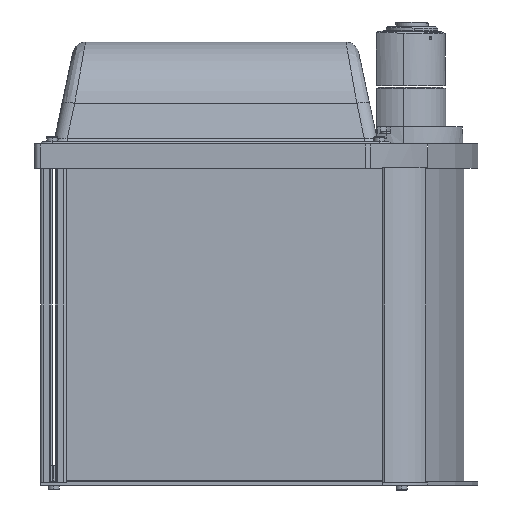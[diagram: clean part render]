
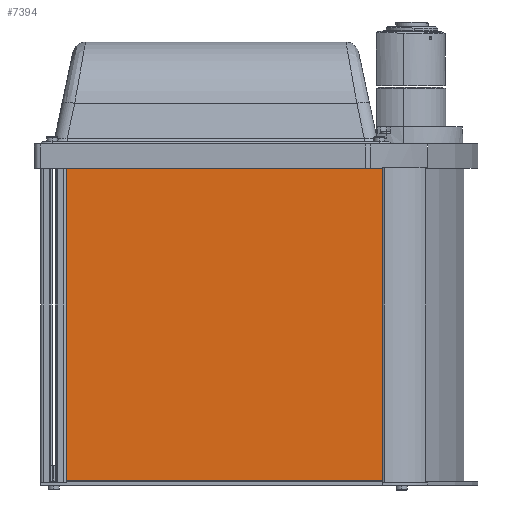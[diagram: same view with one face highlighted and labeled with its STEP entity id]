
A CAD part, left-side view. The second image highlights one B-rep face of the part: STEP entity #7394.
In plain terms, the highlighted planar face has unit normal (-1, 0, 0).
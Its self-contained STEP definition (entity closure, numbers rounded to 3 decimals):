
#356 = VECTOR ( 'NONE', #14658, 1000. ) ;
#438 = ORIENTED_EDGE ( 'NONE', *, *, #19067, .T. ) ;
#1167 = CARTESIAN_POINT ( 'NONE',  ( -156.672, 267.075, 221.449 ) ) ;
#1490 = VERTEX_POINT ( 'NONE', #18562 ) ;
#2705 = DIRECTION ( 'NONE',  ( 0., 0., -1. ) ) ;
#2863 = ORIENTED_EDGE ( 'NONE', *, *, #7790, .F. ) ;
#3767 = LINE ( 'NONE', #8841, #6430 ) ;
#4088 = VECTOR ( 'NONE', #7801, 1000. ) ;
#4396 = DIRECTION ( 'NONE',  ( 0., 0., 1. ) ) ;
#4443 = CARTESIAN_POINT ( 'NONE',  ( -156.672, 267.075, 221.449 ) ) ;
#5212 = CARTESIAN_POINT ( 'NONE',  ( -156.672, 11.575, 221.449 ) ) ;
#5439 = LINE ( 'NONE', #8400, #356 ) ;
#5753 = PLANE ( 'NONE',  #10282 ) ;
#6430 = VECTOR ( 'NONE', #4396, 1000. ) ;
#7394 = ADVANCED_FACE ( 'NONE', ( #16461 ), #5753, .F. ) ;
#7790 = EDGE_CURVE ( 'NONE', #11047, #16672, #19627, .T. ) ;
#7801 = DIRECTION ( 'NONE',  ( 0., -1., 0. ) ) ;
#8400 = CARTESIAN_POINT ( 'NONE',  ( -156.672, 11.575, -22.551 ) ) ;
#8731 = VECTOR ( 'NONE', #11757, 1000. ) ;
#8841 = CARTESIAN_POINT ( 'NONE',  ( -156.672, 267.075, -22.551 ) ) ;
#9571 = ORIENTED_EDGE ( 'NONE', *, *, #9896, .F. ) ;
#9896 = EDGE_CURVE ( 'NONE', #1490, #11047, #3767, .T. ) ;
#10115 = CARTESIAN_POINT ( 'NONE',  ( -156.672, 267.075, -22.551 ) ) ;
#10178 = VERTEX_POINT ( 'NONE', #17598 ) ;
#10282 = AXIS2_PLACEMENT_3D ( 'NONE', #18187, #19739, #2705 ) ;
#11047 = VERTEX_POINT ( 'NONE', #1167 ) ;
#11757 = DIRECTION ( 'NONE',  ( 0., -1., 0. ) ) ;
#11959 = EDGE_CURVE ( 'NONE', #1490, #10178, #16515, .T. ) ;
#14658 = DIRECTION ( 'NONE',  ( 0., 0., 1. ) ) ;
#16461 = FACE_OUTER_BOUND ( 'NONE', #19447, .T. ) ;
#16515 = LINE ( 'NONE', #10115, #8731 ) ;
#16672 = VERTEX_POINT ( 'NONE', #5212 ) ;
#17598 = CARTESIAN_POINT ( 'NONE',  ( -156.672, 11.575, -22.551 ) ) ;
#18187 = CARTESIAN_POINT ( 'NONE',  ( -156.672, 267.075, -22.551 ) ) ;
#18562 = CARTESIAN_POINT ( 'NONE',  ( -156.672, 267.075, -22.551 ) ) ;
#19067 = EDGE_CURVE ( 'NONE', #10178, #16672, #5439, .T. ) ;
#19215 = ORIENTED_EDGE ( 'NONE', *, *, #11959, .T. ) ;
#19447 = EDGE_LOOP ( 'NONE', ( #438, #2863, #9571, #19215 ) ) ;
#19627 = LINE ( 'NONE', #4443, #4088 ) ;
#19739 = DIRECTION ( 'NONE',  ( 1., 0., 0. ) ) ;
